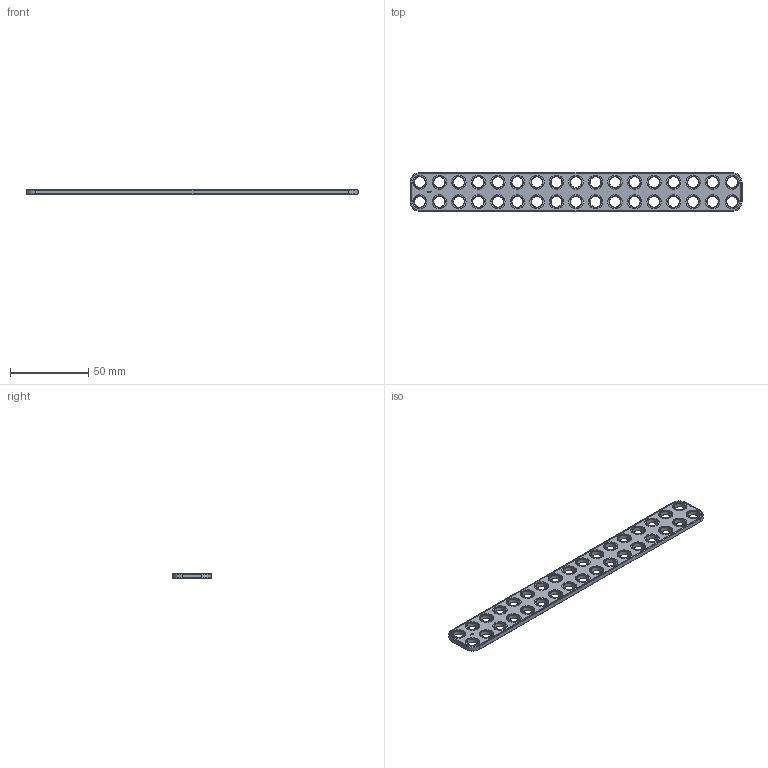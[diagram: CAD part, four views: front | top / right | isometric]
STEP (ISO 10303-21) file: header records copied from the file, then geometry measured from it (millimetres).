
FILE_DESCRIPTION(('FreeCAD Model'),'2;1');
FILE_NAME('Open CASCADE Shape Model','2024-10-08T23:29:37',(''),(''), 'Open CASCADE STEP processor 7.7','FreeCAD','Unknown');
FILE_SCHEMA(('AUTOMOTIVE_DESIGN { 1 0 10303 214 1 1 1 1 }'));
Length unit declared in the file: millimetre
Products named in the file (1): Plate RCT CRNR BU17x02x00.25 - SPN-PLT-0190 (stemfie.org)
Bounding box: 212.5 x 25 x 3.12 mm (x, y, z)
Volume: 11767 mm3; surface area: 11599.5 mm2
Topology: 1 solids, 1 shells, 657 faces, 1680 edges, 1092 vertices
Faces by surface type: plane 355, extrusion 150, cylinder 76, cone 76
Full cylindrical faces by diameter (mm): 7 x34, 9.2 x34
Entity records: 20358 total; most frequent: CARTESIAN_POINT 4660, ORIENTED_EDGE 3360, DIRECTION 2774, EDGE_CURVE 1680, VECTOR 1302, LINE 1152, VERTEX_POINT 1092, FACE_BOUND 792
